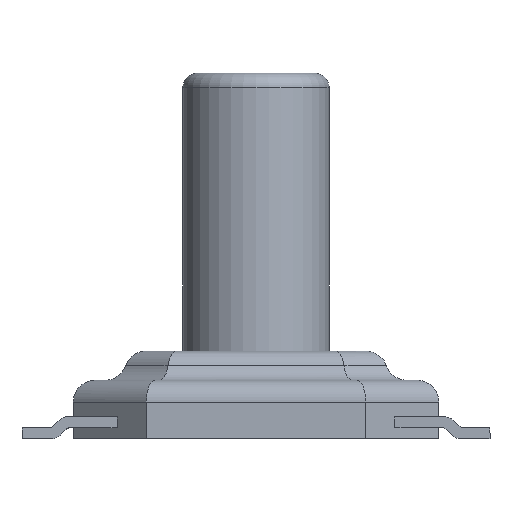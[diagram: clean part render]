
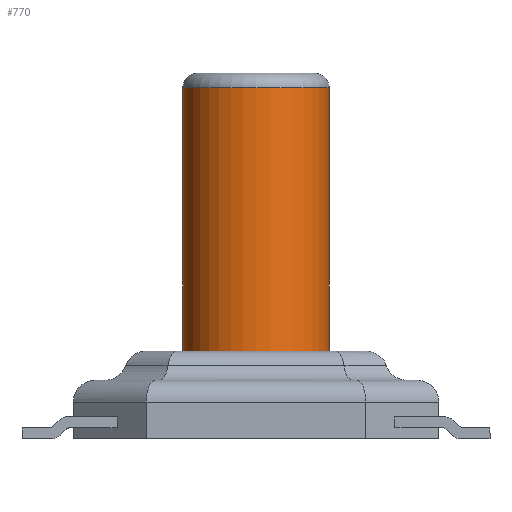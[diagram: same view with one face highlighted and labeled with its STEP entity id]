
A CAD part, front view. The second image highlights one B-rep face of the part: STEP entity #770.
In plain terms, the highlighted cylindrical face has radius 1 mm (diameter 2 mm), a partial arc.
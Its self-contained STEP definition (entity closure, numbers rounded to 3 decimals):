
#75 = AXIS2_PLACEMENT_3D ( 'NONE', #489, #2282, #939 ) ;
#124 = CARTESIAN_POINT ( 'NONE',  ( 0., 0., 12.828 ) ) ;
#206 = CIRCLE ( 'NONE', #714, 1. ) ;
#215 = ORIENTED_EDGE ( 'NONE', *, *, #2512, .F. ) ;
#227 = FACE_OUTER_BOUND ( 'NONE', #1005, .T. ) ;
#246 = CARTESIAN_POINT ( 'NONE',  ( 0., 0., 1.2 ) ) ;
#489 = CARTESIAN_POINT ( 'NONE',  ( 0., 0., 4.8 ) ) ;
#504 = CARTESIAN_POINT ( 'NONE',  ( -1., 0., 4.8 ) ) ;
#531 = EDGE_CURVE ( 'NONE', #558, #2879, #1529, .T. ) ;
#558 = VERTEX_POINT ( 'NONE', #2089 ) ;
#632 = ORIENTED_EDGE ( 'NONE', *, *, #531, .T. ) ;
#695 = DIRECTION ( 'NONE',  ( 0., 0., -1. ) ) ;
#714 = AXIS2_PLACEMENT_3D ( 'NONE', #246, #905, #1399 ) ;
#770 = ADVANCED_FACE ( 'NONE', ( #227 ), #2602, .T. ) ;
#791 = VERTEX_POINT ( 'NONE', #2835 ) ;
#805 = DIRECTION ( 'NONE',  ( 0., 0., -1. ) ) ;
#858 = DIRECTION ( 'NONE',  ( -1., 0., 0. ) ) ;
#903 = DIRECTION ( 'NONE',  ( 0., 0., -1. ) ) ;
#905 = DIRECTION ( 'NONE',  ( 0., 0., 1. ) ) ;
#912 = AXIS2_PLACEMENT_3D ( 'NONE', #124, #805, #858 ) ;
#939 = DIRECTION ( 'NONE',  ( 1., 0., 0. ) ) ;
#956 = EDGE_CURVE ( 'NONE', #2879, #1775, #1153, .T. ) ;
#1005 = EDGE_LOOP ( 'NONE', ( #215, #632, #2193, #1036 ) ) ;
#1036 = ORIENTED_EDGE ( 'NONE', *, *, #2500, .T. ) ;
#1153 = LINE ( 'NONE', #2436, #1815 ) ;
#1399 = DIRECTION ( 'NONE',  ( 1., 0., 0. ) ) ;
#1529 = CIRCLE ( 'NONE', #75, 1. ) ;
#1775 = VERTEX_POINT ( 'NONE', #2188 ) ;
#1815 = VECTOR ( 'NONE', #903, 1000. ) ;
#1962 = LINE ( 'NONE', #2022, #2892 ) ;
#2022 = CARTESIAN_POINT ( 'NONE',  ( 1., 0., 12.828 ) ) ;
#2089 = CARTESIAN_POINT ( 'NONE',  ( 1., 0., 4.8 ) ) ;
#2188 = CARTESIAN_POINT ( 'NONE',  ( -1., 0., 1.2 ) ) ;
#2193 = ORIENTED_EDGE ( 'NONE', *, *, #956, .T. ) ;
#2282 = DIRECTION ( 'NONE',  ( 0., 0., -1. ) ) ;
#2436 = CARTESIAN_POINT ( 'NONE',  ( -1., 0., 12.828 ) ) ;
#2500 = EDGE_CURVE ( 'NONE', #1775, #791, #206, .T. ) ;
#2512 = EDGE_CURVE ( 'NONE', #558, #791, #1962, .T. ) ;
#2602 = CYLINDRICAL_SURFACE ( 'NONE', #912, 1. ) ;
#2835 = CARTESIAN_POINT ( 'NONE',  ( 1., 0., 1.2 ) ) ;
#2879 = VERTEX_POINT ( 'NONE', #504 ) ;
#2892 = VECTOR ( 'NONE', #695, 1000. ) ;
